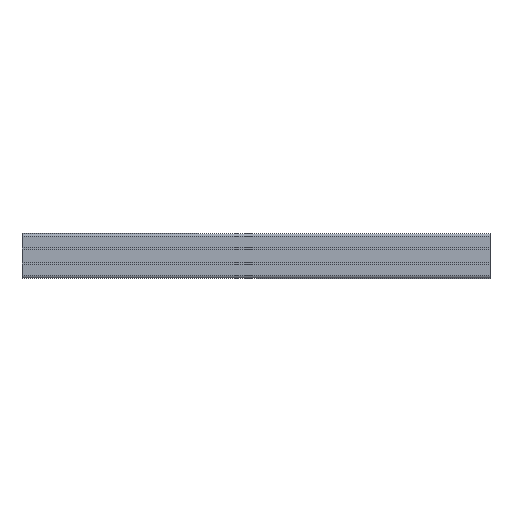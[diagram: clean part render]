
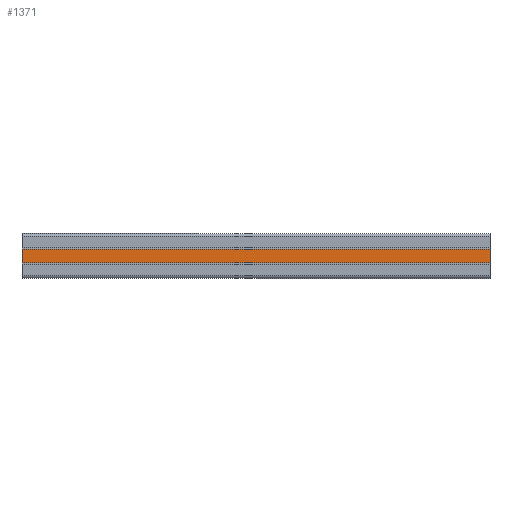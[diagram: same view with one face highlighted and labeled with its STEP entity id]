
A CAD part, front view. The second image highlights one B-rep face of the part: STEP entity #1371.
In plain terms, the highlighted planar face has unit normal (0, -1, 0).
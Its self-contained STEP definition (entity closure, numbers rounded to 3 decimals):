
#60=PLANE('',#1464);
#125=FACE_OUTER_BOUND('',#196,.T.);
#196=EDGE_LOOP('',(#1218,#1219,#1220,#1221));
#258=LINE('',#1917,#444);
#371=LINE('',#2157,#557);
#383=LINE('',#2181,#569);
#384=LINE('',#2183,#570);
#444=VECTOR('',#1538,10.);
#557=VECTOR('',#1731,10.);
#569=VECTOR('',#1755,10.);
#570=VECTOR('',#1758,10.);
#644=VERTEX_POINT('',#1914);
#645=VERTEX_POINT('',#1916);
#731=VERTEX_POINT('',#2154);
#732=VERTEX_POINT('',#2156);
#776=EDGE_CURVE('',#645,#644,#258,.T.);
#896=EDGE_CURVE('',#732,#731,#371,.T.);
#909=EDGE_CURVE('',#644,#732,#383,.T.);
#910=EDGE_CURVE('',#645,#731,#384,.T.);
#1218=ORIENTED_EDGE('',*,*,#776,.T.);
#1219=ORIENTED_EDGE('',*,*,#909,.T.);
#1220=ORIENTED_EDGE('',*,*,#896,.T.);
#1221=ORIENTED_EDGE('',*,*,#910,.F.);
#1371=ADVANCED_FACE('',(#125),#60,.T.);
#1464=AXIS2_PLACEMENT_3D('',#2182,#1756,#1757);
#1538=DIRECTION('',(0.,0.,-1.));
#1731=DIRECTION('',(0.,0.,1.));
#1755=DIRECTION('',(1.,0.,0.));
#1756=DIRECTION('center_axis',(0.,-1.,0.));
#1757=DIRECTION('ref_axis',(0.,0.,-1.));
#1758=DIRECTION('',(1.,0.,0.));
#1914=CARTESIAN_POINT('',(90.,116.1,7.019));
#1916=CARTESIAN_POINT('',(90.,116.1,12.981));
#1917=CARTESIAN_POINT('',(90.,116.1,32.74));
#2154=CARTESIAN_POINT('',(298.,116.1,12.981));
#2156=CARTESIAN_POINT('',(298.,116.1,7.019));
#2157=CARTESIAN_POINT('',(298.,116.1,11.49));
#2181=CARTESIAN_POINT('',(-20.,116.1,7.019));
#2182=CARTESIAN_POINT('Origin',(-20.,116.1,12.981));
#2183=CARTESIAN_POINT('',(-20.,116.1,12.981));
